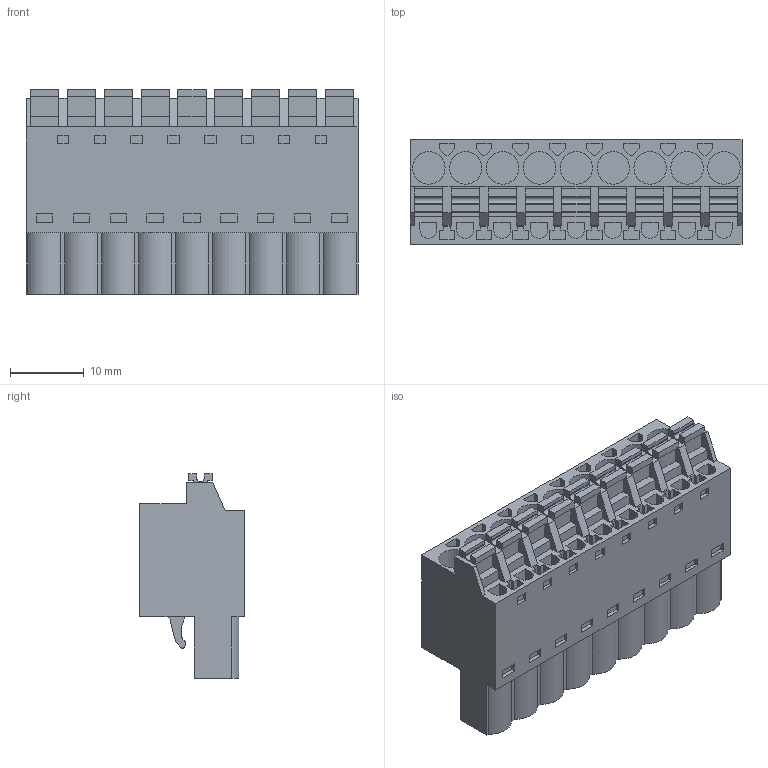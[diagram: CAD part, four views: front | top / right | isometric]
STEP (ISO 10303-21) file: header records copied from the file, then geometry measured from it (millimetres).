
FILE_DESCRIPTION(('CATIA V5 STEP Exchange','CAx-IF Rec.Pracs.--- Model Styling and Organization---1.2---2011-12-15'),'2;1');
FILE_NAME ('D1446770_0_1017950000_1017950000.stp','2017-04-27T12:48:29+00:00',('none'),('Weidmueller'),'CATIA Version 5-6 Release 2014','CATIA V5 STEP AP214','none');
FILE_SCHEMA(('AUTOMOTIVE_DESIGN { 1 0 10303 214 1 1 1 1 }'));
Length unit declared in the file: millimetre
Products named in the file (1): 1017950000
Bounding box: 45 x 14.2 x 27.73 mm (x, y, z)
Volume: 11290.5 mm3; surface area: 6195.4 mm2
Topology: 10 solids, 10 shells, 753 faces, 2188 edges, 1526 vertices
Faces by surface type: plane 682, cylinder 67, extrusion 4
Entity records: 24272 total; most frequent: ORIENTED_EDGE 4376, CARTESIAN_POINT 4374, DIRECTION 3178, EDGE_CURVE 2188, VECTOR 2033, LINE 2029, VERTEX_POINT 1526, EDGE_LOOP 840
